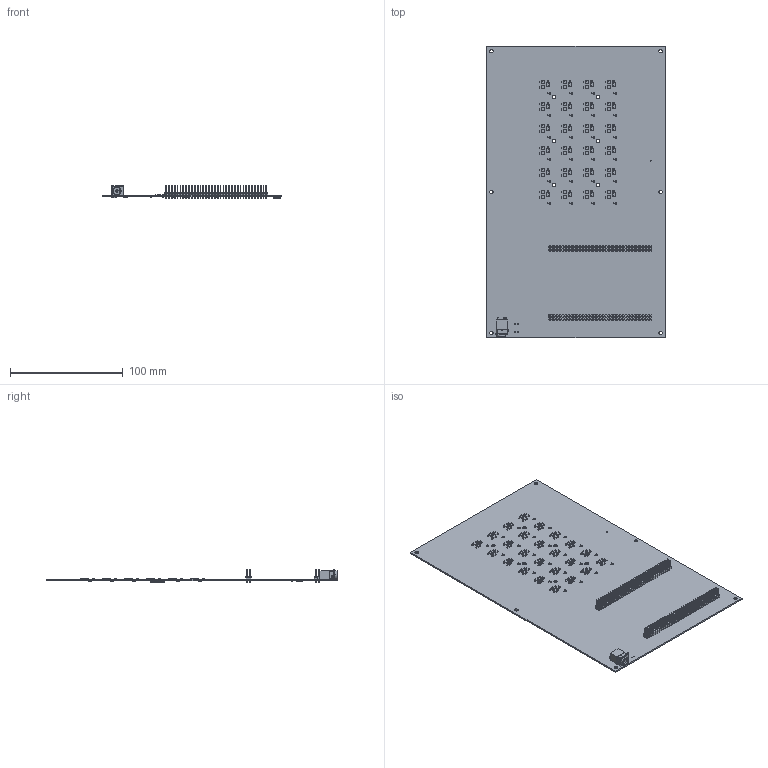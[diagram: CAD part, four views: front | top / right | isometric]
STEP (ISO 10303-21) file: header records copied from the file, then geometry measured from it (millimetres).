
FILE_DESCRIPTION(('Open CASCADE Model'),'2;1');
FILE_NAME('Open CASCADE Shape Model','2021-02-02T10:47:19',('Author'),( 'Open CASCADE'),'Open CASCADE STEP processor 6.8','Open CASCADE 6.8' ,'Unknown');
FILE_SCHEMA(('AUTOMOTIVE_DESIGN { 1 0 10303 214 1 1 1 1 }'));
Length unit declared in the file: millimetre
Products named in the file (541): PCB; Board; Open CASCADE STEP translator 6.8 1.1.1; UB3_CH24; 6092172464; Extruded; UB3_CH23; UB3_CH22; UB3_CH21; UB3_CH20; UB3_CH19; UB3_CH18; UB3_CH17; UB3_CH16; UB3_CH15; UB3_CH14; UB3_CH13; UB3_CH12; UB3_CH11; UB3_CH10; UB3_CH9; UB3_CH8; UB3_CH7; UB3_CH6; UB3_CH5; UB3_CH4; UB3_CH3; UB3_CH2; UB2_CH24; UB2_CH23; UB2_CH22; UB2_CH21; UB2_CH20; UB2_CH19; UB2_CH18; UB2_CH17; UB2_CH16; UB2_CH15; UB2_CH14; UB2_CH13 ...
Assembly tree (1730 placements, depth 5):
  PCB
    Board
      Open CASCADE STEP translator 6.8 1.1.1
    UB3_CH24
      6092172464
        Extruded
    UB3_CH23
      6092172464
        Extruded
    UB3_CH22
      6092172464
        Extruded
    UB3_CH21
      6092172464
        Extruded
    UB3_CH20
      6092172464
        Extruded
    UB3_CH19
      6092172464
        Extruded
    UB3_CH18
      6092172464
        Extruded
    UB3_CH17
      6092172464
        Extruded
    UB3_CH16
      6092172464
        Extruded
    UB3_CH15
      6092172464
        Extruded
    UB3_CH14
      6092172464
        Extruded
    UB3_CH13
      6092172464
        Extruded
    UB3_CH12
      6092172464
        Extruded
    UB3_CH11
      6092172464
        Extruded
    UB3_CH10
      6092172464
        Extruded
    UB3_CH9
      6092172464
        Extruded
    UB3_CH8
      6092172464
        Extruded
    UB3_CH7
      6092172464
        Extruded
    UB3_CH6
      6092172464
        Extruded
Bounding box: 158.3 x 258.25 x 12.31 mm (x, y, z)
Volume: 57593 mm3; surface area: 98830.5 mm2
Topology: 1528 solids, 1528 shells, 15070 faces, 33750 edges, 20601 vertices
Faces by surface type: plane 10505, cylinder 3229, sphere 1186, bspline 142, cone 8
Full cylindrical faces by diameter (mm): 0.762 x1, 0.9 x4, 1.02 x144, 3.15 x12
Entity records: 66610 total; most frequent: CARTESIAN_POINT 10639, DIRECTION 10569, ORIENTED_EDGE 7628, EDGE_CURVE 3814, AXIS2_PLACEMENT_3D 3809, LINE 2951, VECTOR 2951, VERTEX_POINT 2473
